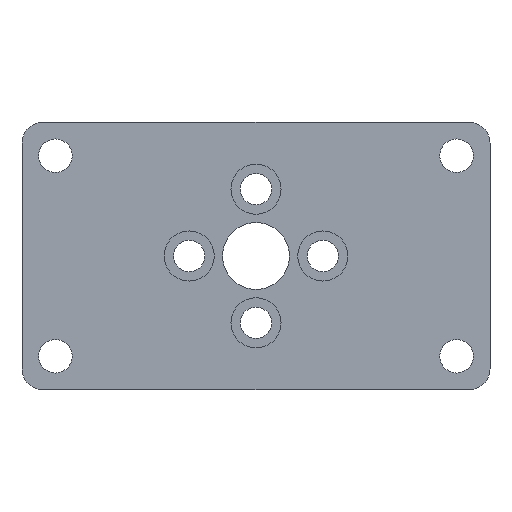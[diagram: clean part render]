
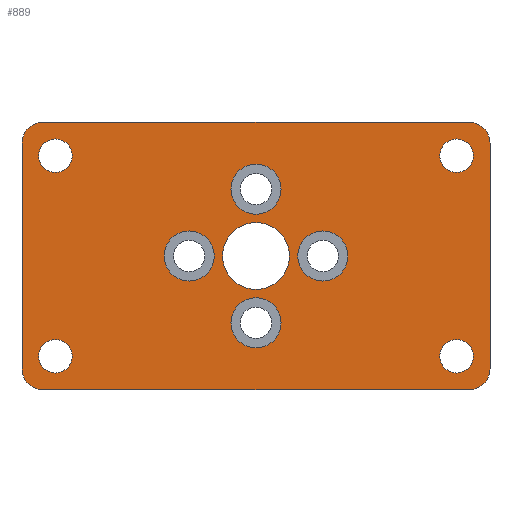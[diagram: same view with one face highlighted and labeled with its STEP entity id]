
A CAD part, front view. The second image highlights one B-rep face of the part: STEP entity #889.
In plain terms, the highlighted planar face has unit normal (0, -1, 0).
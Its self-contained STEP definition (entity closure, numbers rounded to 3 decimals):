
#36=FACE_BOUND('',#132,.T.);
#37=FACE_BOUND('',#133,.T.);
#38=FACE_BOUND('',#134,.T.);
#39=FACE_BOUND('',#135,.T.);
#40=FACE_BOUND('',#136,.T.);
#41=FACE_BOUND('',#137,.T.);
#42=FACE_BOUND('',#138,.T.);
#43=FACE_BOUND('',#139,.T.);
#44=FACE_BOUND('',#140,.T.);
#80=FACE_OUTER_BOUND('',#131,.T.);
#131=EDGE_LOOP('',(#715,#716,#717,#718,#719,#720,#721,#722));
#132=EDGE_LOOP('',(#723));
#133=EDGE_LOOP('',(#724));
#134=EDGE_LOOP('',(#725));
#135=EDGE_LOOP('',(#726));
#136=EDGE_LOOP('',(#727));
#137=EDGE_LOOP('',(#728));
#138=EDGE_LOOP('',(#729));
#139=EDGE_LOOP('',(#730));
#140=EDGE_LOOP('',(#731));
#236=LINE('',#1418,#325);
#240=LINE('',#1427,#329);
#242=LINE('',#1430,#331);
#243=LINE('',#1431,#332);
#325=VECTOR('',#1143,10.);
#329=VECTOR('',#1153,10.);
#331=VECTOR('',#1157,10.);
#332=VECTOR('',#1158,10.);
#356=CIRCLE('',#953,2.5);
#357=CIRCLE('',#955,2.5);
#358=CIRCLE('',#957,2.5);
#359=CIRCLE('',#960,2.5);
#360=CIRCLE('',#963,3.);
#361=CIRCLE('',#964,3.);
#362=CIRCLE('',#965,3.);
#363=CIRCLE('',#966,3.);
#364=CIRCLE('',#967,4.);
#365=CIRCLE('',#968,2.);
#366=CIRCLE('',#969,2.);
#367=CIRCLE('',#970,2.);
#368=CIRCLE('',#971,2.);
#434=VERTEX_POINT('',#1400);
#435=VERTEX_POINT('',#1402);
#436=VERTEX_POINT('',#1406);
#437=VERTEX_POINT('',#1408);
#438=VERTEX_POINT('',#1412);
#439=VERTEX_POINT('',#1414);
#440=VERTEX_POINT('',#1421);
#441=VERTEX_POINT('',#1423);
#442=VERTEX_POINT('',#1432);
#443=VERTEX_POINT('',#1434);
#444=VERTEX_POINT('',#1436);
#445=VERTEX_POINT('',#1438);
#446=VERTEX_POINT('',#1440);
#447=VERTEX_POINT('',#1442);
#448=VERTEX_POINT('',#1444);
#449=VERTEX_POINT('',#1446);
#450=VERTEX_POINT('',#1448);
#533=EDGE_CURVE('',#434,#435,#356,.T.);
#536=EDGE_CURVE('',#436,#437,#357,.T.);
#539=EDGE_CURVE('',#438,#439,#358,.T.);
#541=EDGE_CURVE('',#438,#435,#236,.T.);
#544=EDGE_CURVE('',#440,#441,#359,.T.);
#546=EDGE_CURVE('',#440,#439,#240,.T.);
#548=EDGE_CURVE('',#434,#437,#242,.T.);
#549=EDGE_CURVE('',#436,#441,#243,.T.);
#550=EDGE_CURVE('',#442,#442,#360,.T.);
#551=EDGE_CURVE('',#443,#443,#361,.T.);
#552=EDGE_CURVE('',#444,#444,#362,.T.);
#553=EDGE_CURVE('',#445,#445,#363,.T.);
#554=EDGE_CURVE('',#446,#446,#364,.T.);
#555=EDGE_CURVE('',#447,#447,#365,.T.);
#556=EDGE_CURVE('',#448,#448,#366,.T.);
#557=EDGE_CURVE('',#449,#449,#367,.T.);
#558=EDGE_CURVE('',#450,#450,#368,.T.);
#715=ORIENTED_EDGE('',*,*,#533,.F.);
#716=ORIENTED_EDGE('',*,*,#548,.T.);
#717=ORIENTED_EDGE('',*,*,#536,.F.);
#718=ORIENTED_EDGE('',*,*,#549,.T.);
#719=ORIENTED_EDGE('',*,*,#544,.F.);
#720=ORIENTED_EDGE('',*,*,#546,.T.);
#721=ORIENTED_EDGE('',*,*,#539,.F.);
#722=ORIENTED_EDGE('',*,*,#541,.T.);
#723=ORIENTED_EDGE('',*,*,#550,.T.);
#724=ORIENTED_EDGE('',*,*,#551,.T.);
#725=ORIENTED_EDGE('',*,*,#552,.T.);
#726=ORIENTED_EDGE('',*,*,#553,.T.);
#727=ORIENTED_EDGE('',*,*,#554,.T.);
#728=ORIENTED_EDGE('',*,*,#555,.T.);
#729=ORIENTED_EDGE('',*,*,#556,.T.);
#730=ORIENTED_EDGE('',*,*,#557,.T.);
#731=ORIENTED_EDGE('',*,*,#558,.T.);
#855=PLANE('',#962);
#889=ADVANCED_FACE('',(#80,#36,#37,#38,#39,#40,#41,#42,#43,#44),#855,.F.);
#953=AXIS2_PLACEMENT_3D('',#1403,#1126,#1127);
#955=AXIS2_PLACEMENT_3D('',#1409,#1132,#1133);
#957=AXIS2_PLACEMENT_3D('',#1415,#1138,#1139);
#960=AXIS2_PLACEMENT_3D('',#1424,#1148,#1149);
#962=AXIS2_PLACEMENT_3D('',#1429,#1155,#1156);
#963=AXIS2_PLACEMENT_3D('',#1433,#1159,#1160);
#964=AXIS2_PLACEMENT_3D('',#1435,#1161,#1162);
#965=AXIS2_PLACEMENT_3D('',#1437,#1163,#1164);
#966=AXIS2_PLACEMENT_3D('',#1439,#1165,#1166);
#967=AXIS2_PLACEMENT_3D('',#1441,#1167,#1168);
#968=AXIS2_PLACEMENT_3D('',#1443,#1169,#1170);
#969=AXIS2_PLACEMENT_3D('',#1445,#1171,#1172);
#970=AXIS2_PLACEMENT_3D('',#1447,#1173,#1174);
#971=AXIS2_PLACEMENT_3D('',#1449,#1175,#1176);
#1126=DIRECTION('center_axis',(0.,1.,0.));
#1127=DIRECTION('ref_axis',(-0.707,0.,-0.707));
#1132=DIRECTION('center_axis',(0.,1.,0.));
#1133=DIRECTION('ref_axis',(0.707,0.,-0.707));
#1138=DIRECTION('center_axis',(0.,1.,0.));
#1139=DIRECTION('ref_axis',(-0.707,0.,0.707));
#1143=DIRECTION('',(0.,0.,-1.));
#1148=DIRECTION('center_axis',(0.,1.,0.));
#1149=DIRECTION('ref_axis',(0.707,0.,0.707));
#1153=DIRECTION('',(-1.,0.,0.));
#1155=DIRECTION('center_axis',(0.,1.,0.));
#1156=DIRECTION('ref_axis',(1.,0.,0.));
#1157=DIRECTION('',(1.,0.,0.));
#1158=DIRECTION('',(0.,0.,1.));
#1159=DIRECTION('center_axis',(0.,1.,0.));
#1160=DIRECTION('ref_axis',(1.,0.,0.));
#1161=DIRECTION('center_axis',(0.,1.,0.));
#1162=DIRECTION('ref_axis',(1.,0.,0.));
#1163=DIRECTION('center_axis',(0.,1.,0.));
#1164=DIRECTION('ref_axis',(1.,0.,0.));
#1165=DIRECTION('center_axis',(0.,1.,0.));
#1166=DIRECTION('ref_axis',(1.,0.,0.));
#1167=DIRECTION('center_axis',(0.,1.,0.));
#1168=DIRECTION('ref_axis',(1.,0.,0.));
#1169=DIRECTION('center_axis',(0.,1.,0.));
#1170=DIRECTION('ref_axis',(1.,0.,0.));
#1171=DIRECTION('center_axis',(0.,1.,0.));
#1172=DIRECTION('ref_axis',(1.,0.,0.));
#1173=DIRECTION('center_axis',(0.,1.,0.));
#1174=DIRECTION('ref_axis',(1.,0.,0.));
#1175=DIRECTION('center_axis',(0.,1.,0.));
#1176=DIRECTION('ref_axis',(1.,0.,0.));
#1400=CARTESIAN_POINT('',(2.5,-4.,-30.));
#1402=CARTESIAN_POINT('',(0.,-4.,-27.5));
#1403=CARTESIAN_POINT('Origin',(2.5,-4.,-27.5));
#1406=CARTESIAN_POINT('',(56.,-4.,-27.5));
#1408=CARTESIAN_POINT('',(53.5,-4.,-30.));
#1409=CARTESIAN_POINT('Origin',(53.5,-4.,-27.5));
#1412=CARTESIAN_POINT('',(0.,-4.,-0.5));
#1414=CARTESIAN_POINT('',(2.5,-4.,2.));
#1415=CARTESIAN_POINT('Origin',(2.5,-4.,-0.5));
#1418=CARTESIAN_POINT('',(0.,-4.,2.));
#1421=CARTESIAN_POINT('',(53.5,-4.,2.));
#1423=CARTESIAN_POINT('',(56.,-4.,-0.5));
#1424=CARTESIAN_POINT('Origin',(53.5,-4.,-0.5));
#1427=CARTESIAN_POINT('',(56.,-4.,2.));
#1429=CARTESIAN_POINT('Origin',(28.,-4.,-14.));
#1430=CARTESIAN_POINT('',(0.,-4.,-30.));
#1431=CARTESIAN_POINT('',(56.,-4.,-30.));
#1432=CARTESIAN_POINT('',(33.,-4.,-14.));
#1433=CARTESIAN_POINT('Origin',(36.,-4.,-14.));
#1434=CARTESIAN_POINT('',(25.,-4.,-6.));
#1435=CARTESIAN_POINT('Origin',(28.,-4.,-6.));
#1436=CARTESIAN_POINT('',(17.,-4.,-14.));
#1437=CARTESIAN_POINT('Origin',(20.,-4.,-14.));
#1438=CARTESIAN_POINT('',(25.,-4.,-22.));
#1439=CARTESIAN_POINT('Origin',(28.,-4.,-22.));
#1440=CARTESIAN_POINT('',(24.,-4.,-14.));
#1441=CARTESIAN_POINT('Origin',(28.,-4.,-14.));
#1442=CARTESIAN_POINT('',(2.,-4.,-26.));
#1443=CARTESIAN_POINT('Origin',(4.,-4.,-26.));
#1444=CARTESIAN_POINT('',(2.,-4.,-2.));
#1445=CARTESIAN_POINT('Origin',(4.,-4.,-2.));
#1446=CARTESIAN_POINT('',(50.,-4.,-2.));
#1447=CARTESIAN_POINT('Origin',(52.,-4.,-2.));
#1448=CARTESIAN_POINT('',(50.,-4.,-26.));
#1449=CARTESIAN_POINT('Origin',(52.,-4.,-26.));
